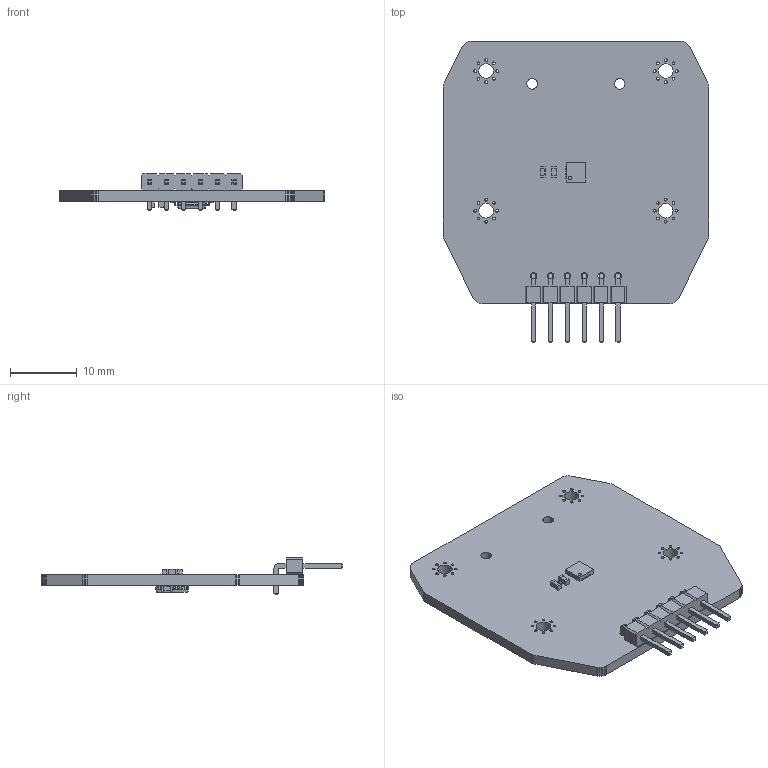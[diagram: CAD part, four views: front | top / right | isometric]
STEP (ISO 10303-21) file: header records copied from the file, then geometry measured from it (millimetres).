
FILE_DESCRIPTION(('KiCad electronic assembly'),'2;1');
FILE_NAME('as5047p_breakout_rev2.step','2023-10-27T10:01:39',('Pcbnew'), ('Kicad'),'Open CASCADE STEP processor 7.6','KiCad to STEP converter', 'Unknown');
FILE_SCHEMA(('AUTOMOTIVE_DESIGN { 1 0 10303 214 1 1 1 1 }'));
Length unit declared in the file: millimetre
Products named in the file (10): as5047p_breakout_rev2 1; QFN-16-1EP_3x3mm_P0.5mm_EP1.8x1.8mm; SOLID; C_0603_1608Metric; PinHeader_1x06_P2.54mm_Horizontal; TSSOP-14_4.4x5mm_P0.65mm; as5047p_breakout_rev2 PCB
Assembly tree (12 placements, depth 3):
  as5047p_breakout_rev2 1
    QFN-16-1EP_3x3mm_P0.5mm_EP1.8x1.8mm
      SOLID
    C_0603_1608Metric  x4
      SOLID
    PinHeader_1x06_P2.54mm_Horizontal
      SOLID
    TSSOP-14_4.4x5mm_P0.65mm
      SOLID
    as5047p_breakout_rev2 PCB
Bounding box: 40 x 45.37 x 5.54 mm (x, y, z)
Volume: 2522.3 mm3; surface area: 3817.7 mm2
Topology: 8 solids, 8 shells, 728 faces, 1939 edges, 1250 vertices
Faces by surface type: plane 518, cylinder 172, bspline 38
Full cylindrical faces by diameter (mm): 0.4 x32, 0.5 x2, 1 x6, 1.6 x2, 2.2 x4
Entity records: 46852 total; most frequent: CARTESIAN_POINT 8294, DIRECTION 6376, LINE 4511, VECTOR 4511, ORIENTED_EDGE 3446, PCURVE 3446, DEFINITIONAL_REPRESENTATION 3446, EDGE_CURVE 1723
